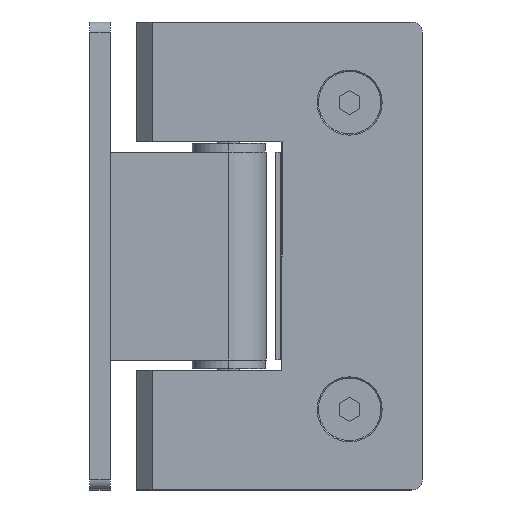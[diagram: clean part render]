
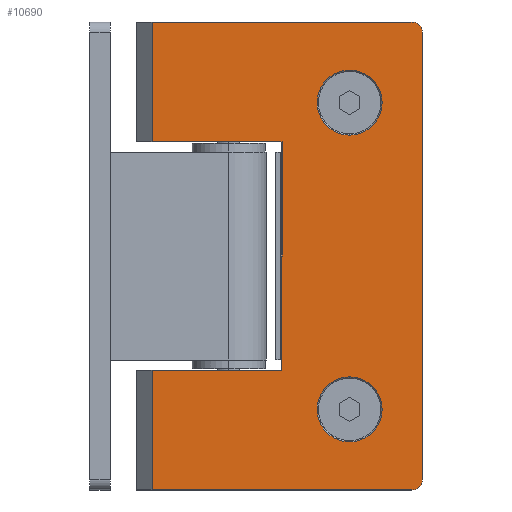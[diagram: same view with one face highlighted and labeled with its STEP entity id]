
A CAD part, left-side view. The second image highlights one B-rep face of the part: STEP entity #10690.
In plain terms, the highlighted face is planar.
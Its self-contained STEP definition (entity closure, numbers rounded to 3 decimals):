
#10 = ORIENTED_EDGE ( 'NONE', *, *, #281, .F. ) ;
#96 = VERTEX_POINT ( 'NONE', #3042 ) ;
#110 = VERTEX_POINT ( 'NONE', #8189 ) ;
#148 = LINE ( 'NONE', #4344, #10018 ) ;
#216 = EDGE_LOOP ( 'NONE', ( #4945, #1677, #10663, #3096, #8647, #8312, #3858, #5300, #10, #6340 ) ) ;
#281 = EDGE_CURVE ( 'NONE', #10641, #10729, #5412, .T. ) ;
#285 = DIRECTION ( 'NONE',  ( 1., 0., 0. ) ) ;
#381 = AXIS2_PLACEMENT_3D ( 'NONE', #6645, #710, #4040 ) ;
#474 = EDGE_LOOP ( 'NONE', ( #4902, #7279 ) ) ;
#495 = CIRCLE ( 'NONE', #3326, 6.25 ) ;
#597 = DIRECTION ( 'NONE',  ( -1., 0., 0. ) ) ;
#710 = DIRECTION ( 'NONE',  ( 0., -1., 0. ) ) ;
#857 = CIRCLE ( 'NONE', #6921, 6.25 ) ;
#942 = DIRECTION ( 'NONE',  ( 0., 0., -1. ) ) ;
#1323 = CARTESIAN_POINT ( 'NONE',  ( 0.5, 0., 22. ) ) ;
#1414 = EDGE_LOOP ( 'NONE', ( #2212, #3955 ) ) ;
#1435 = CARTESIAN_POINT ( 'NONE',  ( 0.5, 0., -22. ) ) ;
#1535 = CARTESIAN_POINT ( 'NONE',  ( 27.5, 0., -43. ) ) ;
#1609 = DIRECTION ( 'NONE',  ( 0., 1., 0. ) ) ;
#1677 = ORIENTED_EDGE ( 'NONE', *, *, #5493, .T. ) ;
#1743 = CARTESIAN_POINT ( 'NONE',  ( 25.5, 0., 45. ) ) ;
#1862 = DIRECTION ( 'NONE',  ( 0., -1., 0. ) ) ;
#2013 = LINE ( 'NONE', #10477, #7074 ) ;
#2086 = AXIS2_PLACEMENT_3D ( 'NONE', #9064, #2390, #4065 ) ;
#2134 = CIRCLE ( 'NONE', #381, 2. ) ;
#2180 = DIRECTION ( 'NONE',  ( 0., 1., 0. ) ) ;
#2212 = ORIENTED_EDGE ( 'NONE', *, *, #10217, .T. ) ;
#2364 = LINE ( 'NONE', #9838, #3623 ) ;
#2372 = CARTESIAN_POINT ( 'NONE',  ( 27., 0., -45. ) ) ;
#2390 = DIRECTION ( 'NONE',  ( 0., 1., 0. ) ) ;
#2598 = CARTESIAN_POINT ( 'NONE',  ( -24.5, 0., -44.5 ) ) ;
#2614 = DIRECTION ( 'NONE',  ( 0., 1., 0. ) ) ;
#2703 = CARTESIAN_POINT ( 'NONE',  ( -24.5, 0., 45. ) ) ;
#2965 = AXIS2_PLACEMENT_3D ( 'NONE', #9799, #1609, #4923 ) ;
#3042 = CARTESIAN_POINT ( 'NONE',  ( 25.5, 0., -45. ) ) ;
#3096 = ORIENTED_EDGE ( 'NONE', *, *, #5714, .T. ) ;
#3132 = EDGE_CURVE ( 'NONE', #10584, #110, #3441, .T. ) ;
#3135 = CIRCLE ( 'NONE', #2086, 6.25 ) ;
#3203 = AXIS2_PLACEMENT_3D ( 'NONE', #9296, #1862, #9394 ) ;
#3293 = VERTEX_POINT ( 'NONE', #7740 ) ;
#3310 = LINE ( 'NONE', #3416, #7444 ) ;
#3326 = AXIS2_PLACEMENT_3D ( 'NONE', #5049, #2614, #10088 ) ;
#3416 = CARTESIAN_POINT ( 'NONE',  ( 27.5, 0., 0. ) ) ;
#3441 = LINE ( 'NONE', #3591, #6203 ) ;
#3502 = DIRECTION ( 'NONE',  ( 1., 0., 0. ) ) ;
#3591 = CARTESIAN_POINT ( 'NONE',  ( -27., 0., 22. ) ) ;
#3623 = VECTOR ( 'NONE', #7288, 1000. ) ;
#3704 = CARTESIAN_POINT ( 'NONE',  ( 13.5, 0., -35.75 ) ) ;
#3828 = VERTEX_POINT ( 'NONE', #2703 ) ;
#3858 = ORIENTED_EDGE ( 'NONE', *, *, #3132, .F. ) ;
#3955 = ORIENTED_EDGE ( 'NONE', *, *, #10184, .T. ) ;
#4012 = CARTESIAN_POINT ( 'NONE',  ( 13.5, 0., 29.5 ) ) ;
#4040 = DIRECTION ( 'NONE',  ( 0., 0., 1. ) ) ;
#4065 = DIRECTION ( 'NONE',  ( 1., 0., 0. ) ) ;
#4084 = EDGE_CURVE ( 'NONE', #10729, #10584, #2364, .T. ) ;
#4139 = VERTEX_POINT ( 'NONE', #1535 ) ;
#4230 = VECTOR ( 'NONE', #285, 1000. ) ;
#4287 = EDGE_CURVE ( 'NONE', #3828, #110, #2013, .T. ) ;
#4344 = CARTESIAN_POINT ( 'NONE',  ( -27., 0., 45. ) ) ;
#4366 = EDGE_CURVE ( 'NONE', #9356, #10356, #10373, .T. ) ;
#4560 = CIRCLE ( 'NONE', #3203, 2. ) ;
#4585 = CARTESIAN_POINT ( 'NONE',  ( 0.5, 0., -22. ) ) ;
#4650 = VERTEX_POINT ( 'NONE', #1743 ) ;
#4902 = ORIENTED_EDGE ( 'NONE', *, *, #4366, .T. ) ;
#4923 = DIRECTION ( 'NONE',  ( 0., 0., 1. ) ) ;
#4945 = ORIENTED_EDGE ( 'NONE', *, *, #7854, .F. ) ;
#5049 = CARTESIAN_POINT ( 'NONE',  ( 13.5, 0., -29.5 ) ) ;
#5084 = LINE ( 'NONE', #2598, #7245 ) ;
#5300 = ORIENTED_EDGE ( 'NONE', *, *, #4084, .F. ) ;
#5380 = VECTOR ( 'NONE', #597, 1000. ) ;
#5412 = LINE ( 'NONE', #4585, #4230 ) ;
#5493 = EDGE_CURVE ( 'NONE', #96, #4139, #2134, .T. ) ;
#5714 = EDGE_CURVE ( 'NONE', #7490, #4650, #4560, .T. ) ;
#5747 = FACE_BOUND ( 'NONE', #474, .T. ) ;
#6203 = VECTOR ( 'NONE', #8413, 1000. ) ;
#6330 = CARTESIAN_POINT ( 'NONE',  ( 13.5, 0., 35.75 ) ) ;
#6340 = ORIENTED_EDGE ( 'NONE', *, *, #8866, .T. ) ;
#6561 = EDGE_CURVE ( 'NONE', #3828, #4650, #148, .T. ) ;
#6645 = CARTESIAN_POINT ( 'NONE',  ( 25.5, 0., -43. ) ) ;
#6921 = AXIS2_PLACEMENT_3D ( 'NONE', #4012, #10696, #9756 ) ;
#7002 = DIRECTION ( 'NONE',  ( 0., 0., -1. ) ) ;
#7074 = VECTOR ( 'NONE', #7002, 1000. ) ;
#7110 = CARTESIAN_POINT ( 'NONE',  ( 13.5, 0., -29.5 ) ) ;
#7119 = VERTEX_POINT ( 'NONE', #6330 ) ;
#7245 = VECTOR ( 'NONE', #942, 1000. ) ;
#7279 = ORIENTED_EDGE ( 'NONE', *, *, #10367, .T. ) ;
#7288 = DIRECTION ( 'NONE',  ( 0., 0., 1. ) ) ;
#7304 = CARTESIAN_POINT ( 'NONE',  ( -24.5, 0., -22. ) ) ;
#7415 = FACE_OUTER_BOUND ( 'NONE', #216, .T. ) ;
#7444 = VECTOR ( 'NONE', #9913, 1000. ) ;
#7490 = VERTEX_POINT ( 'NONE', #10131 ) ;
#7662 = VERTEX_POINT ( 'NONE', #10332 ) ;
#7740 = CARTESIAN_POINT ( 'NONE',  ( -24.5, 0., -45. ) ) ;
#7854 = EDGE_CURVE ( 'NONE', #96, #3293, #9792, .T. ) ;
#8052 = FACE_BOUND ( 'NONE', #1414, .T. ) ;
#8189 = CARTESIAN_POINT ( 'NONE',  ( -24.5, 0., 22. ) ) ;
#8312 = ORIENTED_EDGE ( 'NONE', *, *, #4287, .T. ) ;
#8413 = DIRECTION ( 'NONE',  ( -1., 0., 0. ) ) ;
#8634 = AXIS2_PLACEMENT_3D ( 'NONE', #7110, #2180, #8788 ) ;
#8647 = ORIENTED_EDGE ( 'NONE', *, *, #6561, .F. ) ;
#8788 = DIRECTION ( 'NONE',  ( 1., 0., 0. ) ) ;
#8854 = EDGE_CURVE ( 'NONE', #4139, #7490, #3310, .T. ) ;
#8866 = EDGE_CURVE ( 'NONE', #10641, #3293, #5084, .T. ) ;
#9051 = PLANE ( 'NONE',  #2965 ) ;
#9064 = CARTESIAN_POINT ( 'NONE',  ( 13.5, 0., 29.5 ) ) ;
#9296 = CARTESIAN_POINT ( 'NONE',  ( 25.5, 0., 43. ) ) ;
#9356 = VERTEX_POINT ( 'NONE', #3704 ) ;
#9370 = CARTESIAN_POINT ( 'NONE',  ( 13.5, 0., -23.25 ) ) ;
#9394 = DIRECTION ( 'NONE',  ( 0., 0., 1. ) ) ;
#9756 = DIRECTION ( 'NONE',  ( 1., 0., 0. ) ) ;
#9792 = LINE ( 'NONE', #2372, #5380 ) ;
#9799 = CARTESIAN_POINT ( 'NONE',  ( 0., 0., 0. ) ) ;
#9838 = CARTESIAN_POINT ( 'NONE',  ( 0.5, 0., 22. ) ) ;
#9913 = DIRECTION ( 'NONE',  ( 0., 0., 1. ) ) ;
#10018 = VECTOR ( 'NONE', #3502, 1000. ) ;
#10088 = DIRECTION ( 'NONE',  ( 1., 0., 0. ) ) ;
#10131 = CARTESIAN_POINT ( 'NONE',  ( 27.5, 0., 43. ) ) ;
#10184 = EDGE_CURVE ( 'NONE', #7119, #7662, #857, .T. ) ;
#10217 = EDGE_CURVE ( 'NONE', #7662, #7119, #3135, .T. ) ;
#10332 = CARTESIAN_POINT ( 'NONE',  ( 13.5, 0., 23.25 ) ) ;
#10356 = VERTEX_POINT ( 'NONE', #9370 ) ;
#10367 = EDGE_CURVE ( 'NONE', #10356, #9356, #495, .T. ) ;
#10373 = CIRCLE ( 'NONE', #8634, 6.25 ) ;
#10477 = CARTESIAN_POINT ( 'NONE',  ( -24.5, 0., 22. ) ) ;
#10584 = VERTEX_POINT ( 'NONE', #1323 ) ;
#10641 = VERTEX_POINT ( 'NONE', #7304 ) ;
#10663 = ORIENTED_EDGE ( 'NONE', *, *, #8854, .T. ) ;
#10690 = ADVANCED_FACE ( 'NONE', ( #5747, #8052, #7415 ), #9051, .F. ) ;
#10696 = DIRECTION ( 'NONE',  ( 0., 1., 0. ) ) ;
#10729 = VERTEX_POINT ( 'NONE', #1435 ) ;
